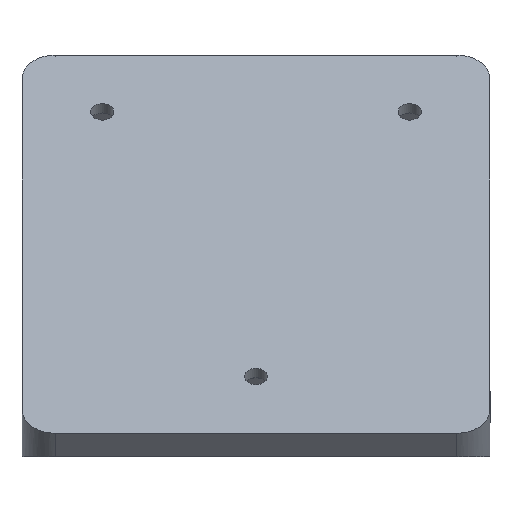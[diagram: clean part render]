
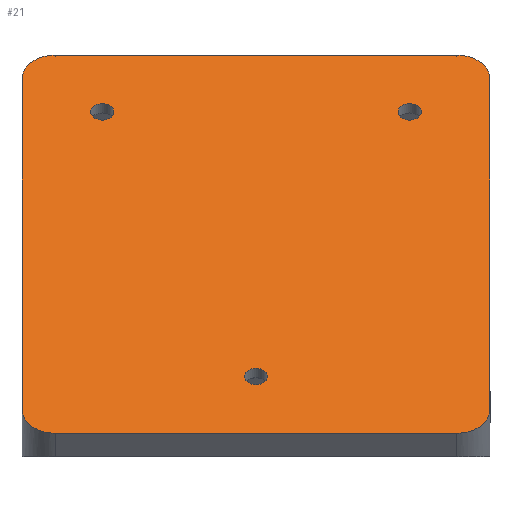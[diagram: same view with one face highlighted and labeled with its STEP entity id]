
A CAD part, left-side view. The second image highlights one B-rep face of the part: STEP entity #21.
In plain terms, the highlighted planar face has unit normal (-0.707, 0, 0.707).
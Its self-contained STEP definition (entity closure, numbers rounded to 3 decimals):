
#14=FACE_BOUND('',#116,.T.);
#15=FACE_BOUND('',#117,.T.);
#16=FACE_BOUND('',#118,.T.);
#21=ADVANCED_FACE('',(#68,#14,#15,#16),#793,.T.);
#68=FACE_OUTER_BOUND('',#115,.T.);
#115=EDGE_LOOP('',(#175,#176,#177,#178,#179,#180,#181,#182));
#116=EDGE_LOOP('',(#183,#184));
#117=EDGE_LOOP('',(#185,#186));
#118=EDGE_LOOP('',(#187,#188));
#175=ORIENTED_EDGE('',*,*,#425,.F.);
#176=ORIENTED_EDGE('',*,*,#416,.T.);
#177=ORIENTED_EDGE('',*,*,#424,.F.);
#178=ORIENTED_EDGE('',*,*,#415,.F.);
#179=ORIENTED_EDGE('',*,*,#422,.F.);
#180=ORIENTED_EDGE('',*,*,#414,.F.);
#181=ORIENTED_EDGE('',*,*,#423,.F.);
#182=ORIENTED_EDGE('',*,*,#417,.F.);
#183=ORIENTED_EDGE('',*,*,#516,.F.);
#184=ORIENTED_EDGE('',*,*,#494,.F.);
#185=ORIENTED_EDGE('',*,*,#519,.F.);
#186=ORIENTED_EDGE('',*,*,#498,.F.);
#187=ORIENTED_EDGE('',*,*,#522,.F.);
#188=ORIENTED_EDGE('',*,*,#502,.F.);
#414=EDGE_CURVE('',#692,#691,#644,.T.);
#415=EDGE_CURVE('',#694,#693,#645,.T.);
#416=EDGE_CURVE('',#696,#695,#646,.T.);
#417=EDGE_CURVE('',#698,#697,#647,.T.);
#422=EDGE_CURVE('',#691,#694,#551,.T.);
#423=EDGE_CURVE('',#697,#692,#552,.T.);
#424=EDGE_CURVE('',#693,#695,#553,.T.);
#425=EDGE_CURVE('',#696,#698,#554,.T.);
#494=EDGE_CURVE('',#738,#754,#572,.T.);
#498=EDGE_CURVE('',#741,#756,#575,.T.);
#502=EDGE_CURVE('',#744,#758,#578,.T.);
#516=EDGE_CURVE('',#754,#738,#587,.T.);
#519=EDGE_CURVE('',#756,#741,#589,.T.);
#522=EDGE_CURVE('',#758,#744,#591,.T.);
#551=TRIMMED_CURVE($,#593,(#1426),(#1427),.T.,.CARTESIAN.);
#552=TRIMMED_CURVE($,#594,(#1429),(#1430),.T.,.CARTESIAN.);
#553=TRIMMED_CURVE($,#595,(#1432),(#1433),.T.,.CARTESIAN.);
#554=TRIMMED_CURVE($,#596,(#1435),(#1436),.T.,.CARTESIAN.);
#572=TRIMMED_CURVE($,#614,(#1673),(#1674),.T.,.CARTESIAN.);
#575=TRIMMED_CURVE($,#617,(#1684),(#1685),.T.,.CARTESIAN.);
#578=TRIMMED_CURVE($,#620,(#1695),(#1696),.T.,.CARTESIAN.);
#587=TRIMMED_CURVE($,#629,(#1732),(#1733),.T.,.CARTESIAN.);
#589=TRIMMED_CURVE($,#631,(#1740),(#1741),.T.,.CARTESIAN.);
#591=TRIMMED_CURVE($,#633,(#1748),(#1749),.T.,.CARTESIAN.);
#593=CIRCLE('',#927,5.);
#594=CIRCLE('',#928,5.);
#595=CIRCLE('',#929,5.);
#596=CIRCLE('',#930,5.);
#614=CIRCLE('',#948,1.75);
#617=CIRCLE('',#951,1.75);
#620=CIRCLE('',#954,1.75);
#629=CIRCLE('',#963,1.75);
#631=CIRCLE('',#965,1.75);
#633=CIRCLE('',#967,1.75);
#644=B_SPLINE_CURVE_WITH_KNOTS('',1,(#1409,#1410),.UNSPECIFIED.,.F.,.F.,
(2,2),(5.,65.),.UNSPECIFIED.);
#645=B_SPLINE_CURVE_WITH_KNOTS('',1,(#1411,#1412),.UNSPECIFIED.,.F.,.F.,
(2,2),(75.,145.),.UNSPECIFIED.);
#646=B_SPLINE_CURVE_WITH_KNOTS('',1,(#1413,#1414),.UNSPECIFIED.,.F.,.F.,
(2,2),(5.,65.),.UNSPECIFIED.);
#647=B_SPLINE_CURVE_WITH_KNOTS('',1,(#1415,#1416),.UNSPECIFIED.,.F.,.F.,
(2,2),(255.,325.),.UNSPECIFIED.);
#691=VERTEX_POINT('',#1323);
#692=VERTEX_POINT('',#1324);
#693=VERTEX_POINT('',#1325);
#694=VERTEX_POINT('',#1326);
#695=VERTEX_POINT('',#1327);
#696=VERTEX_POINT('',#1328);
#697=VERTEX_POINT('',#1329);
#698=VERTEX_POINT('',#1330);
#738=VERTEX_POINT('',#1370);
#741=VERTEX_POINT('',#1373);
#744=VERTEX_POINT('',#1376);
#754=VERTEX_POINT('',#1386);
#756=VERTEX_POINT('',#1388);
#758=VERTEX_POINT('',#1390);
#793=PLANE('',#895);
#895=AXIS2_PLACEMENT_3D('',#1093,#973,$);
#927=AXIS2_PLACEMENT_3D($,#1425,#1005,#1006);
#928=AXIS2_PLACEMENT_3D($,#1428,#1007,#1008);
#929=AXIS2_PLACEMENT_3D($,#1431,#1009,#1010);
#930=AXIS2_PLACEMENT_3D($,#1434,#1011,#1012);
#948=AXIS2_PLACEMENT_3D($,#1672,#1047,#1048);
#951=AXIS2_PLACEMENT_3D($,#1683,#1053,#1054);
#954=AXIS2_PLACEMENT_3D($,#1694,#1059,#1060);
#963=AXIS2_PLACEMENT_3D($,#1731,#1077,#1078);
#965=AXIS2_PLACEMENT_3D($,#1739,#1081,#1082);
#967=AXIS2_PLACEMENT_3D($,#1747,#1085,#1086);
#973=DIRECTION('',(-0.707,0.,0.707));
#1005=DIRECTION('',(0.707,0.,-0.707));
#1006=DIRECTION('',(-0.707,0.,-0.707));
#1007=DIRECTION('',(0.707,0.,-0.707));
#1008=DIRECTION('',(0.,-1.,0.));
#1009=DIRECTION('',(0.707,0.,-0.707));
#1010=DIRECTION('',(0.,1.,0.));
#1011=DIRECTION('',(0.707,0.,-0.707));
#1012=DIRECTION('',(0.707,0.,0.707));
#1047=DIRECTION('',(-0.707,0.,0.707));
#1048=DIRECTION('',(0.,1.,0.));
#1053=DIRECTION('',(-0.707,0.,0.707));
#1054=DIRECTION('',(0.,1.,0.));
#1059=DIRECTION('',(-0.707,0.,0.707));
#1060=DIRECTION('',(0.,1.,0.));
#1077=DIRECTION('',(-0.707,0.,0.707));
#1078=DIRECTION('',(0.,-1.,0.));
#1081=DIRECTION('',(-0.707,0.,0.707));
#1082=DIRECTION('',(0.,-1.,0.));
#1085=DIRECTION('',(-0.707,0.,0.707));
#1086=DIRECTION('',(0.,-1.,0.));
#1093=CARTESIAN_POINT('',(67.175,0.,67.175));
#1323=CARTESIAN_POINT('',(0.,65.,0.));
#1324=CARTESIAN_POINT('',(0.,5.,0.));
#1325=CARTESIAN_POINT('',(53.033,70.,53.033));
#1326=CARTESIAN_POINT('',(3.536,70.,3.536));
#1327=CARTESIAN_POINT('',(56.569,65.,56.569));
#1328=CARTESIAN_POINT('',(56.569,5.,56.569));
#1329=CARTESIAN_POINT('',(3.536,0.,3.536));
#1330=CARTESIAN_POINT('',(53.033,0.,53.033));
#1370=CARTESIAN_POINT('',(8.485,36.75,8.485));
#1373=CARTESIAN_POINT('',(48.083,59.75,48.083));
#1376=CARTESIAN_POINT('',(48.083,13.75,48.083));
#1386=CARTESIAN_POINT('',(8.485,33.25,8.485));
#1388=CARTESIAN_POINT('',(48.083,56.25,48.083));
#1390=CARTESIAN_POINT('',(48.083,10.25,48.083));
#1409=CARTESIAN_POINT('',(0.,5.,0.));
#1410=CARTESIAN_POINT('',(0.,65.,0.));
#1411=CARTESIAN_POINT('',(3.536,70.,3.536));
#1412=CARTESIAN_POINT('',(53.033,70.,53.033));
#1413=CARTESIAN_POINT('',(56.569,5.,56.569));
#1414=CARTESIAN_POINT('',(56.569,65.,56.569));
#1415=CARTESIAN_POINT('',(53.033,0.,53.033));
#1416=CARTESIAN_POINT('',(3.536,0.,3.536));
#1425=CARTESIAN_POINT('',(3.536,65.,3.536));
#1426=CARTESIAN_POINT('',(0.,65.,0.));
#1427=CARTESIAN_POINT('',(3.536,70.,3.536));
#1428=CARTESIAN_POINT('',(3.536,5.,3.536));
#1429=CARTESIAN_POINT('',(3.536,0.,3.536));
#1430=CARTESIAN_POINT('',(0.,5.,0.));
#1431=CARTESIAN_POINT('',(53.033,65.,53.033));
#1432=CARTESIAN_POINT('',(53.033,70.,53.033));
#1433=CARTESIAN_POINT('',(56.569,65.,56.569));
#1434=CARTESIAN_POINT('',(53.033,5.,53.033));
#1435=CARTESIAN_POINT('',(56.569,5.,56.569));
#1436=CARTESIAN_POINT('',(53.033,0.,53.033));
#1672=CARTESIAN_POINT('',(8.485,35.,8.485));
#1673=CARTESIAN_POINT('',(8.485,36.75,8.485));
#1674=CARTESIAN_POINT('',(8.485,33.25,8.485));
#1683=CARTESIAN_POINT('',(48.083,58.,48.083));
#1684=CARTESIAN_POINT('',(48.083,59.75,48.083));
#1685=CARTESIAN_POINT('',(48.083,56.25,48.083));
#1694=CARTESIAN_POINT('',(48.083,12.,48.083));
#1695=CARTESIAN_POINT('',(48.083,13.75,48.083));
#1696=CARTESIAN_POINT('',(48.083,10.25,48.083));
#1731=CARTESIAN_POINT('',(8.485,35.,8.485));
#1732=CARTESIAN_POINT('',(8.485,33.25,8.485));
#1733=CARTESIAN_POINT('',(8.485,36.75,8.485));
#1739=CARTESIAN_POINT('',(48.083,58.,48.083));
#1740=CARTESIAN_POINT('',(48.083,56.25,48.083));
#1741=CARTESIAN_POINT('',(48.083,59.75,48.083));
#1747=CARTESIAN_POINT('',(48.083,12.,48.083));
#1748=CARTESIAN_POINT('',(48.083,10.25,48.083));
#1749=CARTESIAN_POINT('',(48.083,13.75,48.083));
